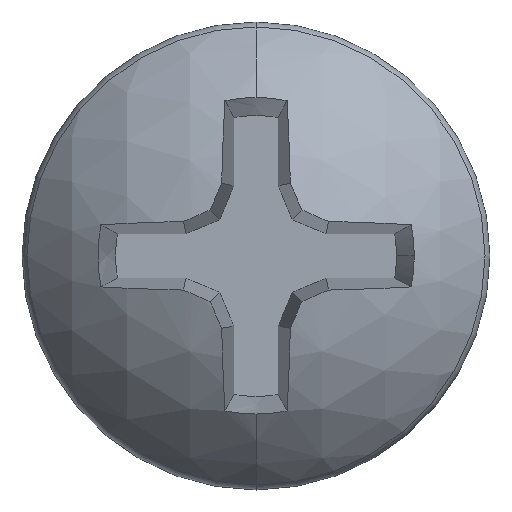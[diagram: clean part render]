
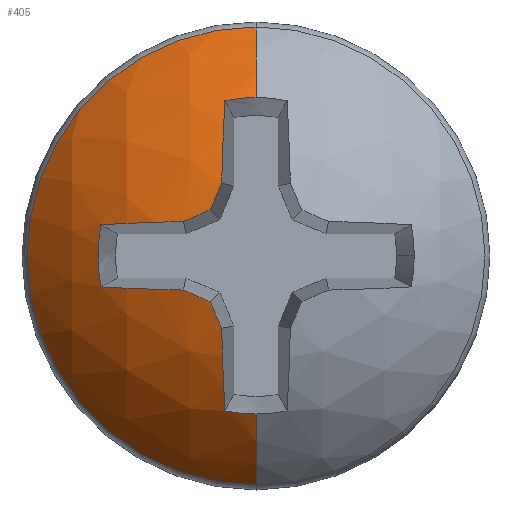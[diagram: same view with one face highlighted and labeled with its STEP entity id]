
A CAD part, top view. The second image highlights one B-rep face of the part: STEP entity #405.
In plain terms, the highlighted spherical face has radius 2.102 mm.
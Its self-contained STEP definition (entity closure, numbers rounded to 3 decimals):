
#4 = EDGE_CURVE ( 'NONE', #1918, #1412, #338, .T. ) ;
#5 = ORIENTED_EDGE ( 'NONE', *, *, #1682, .T. ) ;
#21 = VERTEX_POINT ( 'NONE', #1176 ) ;
#47 = CARTESIAN_POINT ( 'NONE',  ( 0., 0.08, 1.291 ) ) ;
#60 = AXIS2_PLACEMENT_3D ( 'NONE', #950, #3020, #701 ) ;
#78 = AXIS2_PLACEMENT_3D ( 'NONE', #47, #1045, #2542 ) ;
#110 = AXIS2_PLACEMENT_3D ( 'NONE', #858, #1108, #1381 ) ;
#185 = ORIENTED_EDGE ( 'NONE', *, *, #1242, .F. ) ;
#210 = EDGE_CURVE ( 'NONE', #623, #1400, #2335, .T. ) ;
#242 = DIRECTION ( 'NONE',  ( 0.92, -0.381, 0.087 ) ) ;
#249 = CIRCLE ( 'NONE', #1605, 1.183 ) ;
#284 = CARTESIAN_POINT ( 'NONE',  ( 0., 1.183, 3.035 ) ) ;
#338 = CIRCLE ( 'NONE', #1386, 2.1 ) ;
#365 = DIRECTION ( 'NONE',  ( 0.924, 0.383, 0. ) ) ;
#405 = ADVANCED_FACE ( 'NONE', ( #3146 ), #1908, .T. ) ;
#469 = AXIS2_PLACEMENT_3D ( 'NONE', #2307, #3166, #1640 ) ;
#481 = DIRECTION ( 'NONE',  ( 1., 0., 0. ) ) ;
#488 = CARTESIAN_POINT ( 'NONE',  ( 0., 0., 2.516 ) ) ;
#532 = CARTESIAN_POINT ( 'NONE',  ( -0.246, 0.102, 1.275 ) ) ;
#540 = EDGE_CURVE ( 'NONE', #2658, #623, #249, .T. ) ;
#623 = VERTEX_POINT ( 'NONE', #2137 ) ;
#625 = CIRCLE ( 'NONE', #1616, 2.084 ) ;
#629 = DIRECTION ( 'NONE',  ( 0., 0.996, 0.087 ) ) ;
#690 = DIRECTION ( 'NONE',  ( 0., 0., -1. ) ) ;
#695 = CIRCLE ( 'NONE', #2271, 2.1 ) ;
#701 = DIRECTION ( 'NONE',  ( -1., 0., 0. ) ) ;
#702 = ORIENTED_EDGE ( 'NONE', *, *, #845, .F. ) ;
#818 = DIRECTION ( 'NONE',  ( 0.383, 0.924, 0. ) ) ;
#839 = VERTEX_POINT ( 'NONE', #2952 ) ;
#842 = DIRECTION ( 'NONE',  ( 0.087, 0., -0.996 ) ) ;
#845 = EDGE_CURVE ( 'NONE', #1400, #3041, #1293, .T. ) ;
#858 = CARTESIAN_POINT ( 'NONE',  ( -0.246, -0.102, 1.275 ) ) ;
#942 = DIRECTION ( 'NONE',  ( 0.381, -0.92, 0.087 ) ) ;
#950 = CARTESIAN_POINT ( 'NONE',  ( 0., 0., 3.035 ) ) ;
#953 = CARTESIAN_POINT ( 'NONE',  ( -0.232, -1.16, 3.035 ) ) ;
#972 = ORIENTED_EDGE ( 'NONE', *, *, #1560, .F. ) ;
#1037 = CARTESIAN_POINT ( 'NONE',  ( -0.08, 0., 1.291 ) ) ;
#1045 = DIRECTION ( 'NONE',  ( 0., -0.996, 0.087 ) ) ;
#1108 = DIRECTION ( 'NONE',  ( 0.92, 0.381, 0.087 ) ) ;
#1163 = CARTESIAN_POINT ( 'NONE',  ( -0.102, -0.246, 1.275 ) ) ;
#1176 = CARTESIAN_POINT ( 'NONE',  ( -1.16, 0.232, 3.035 ) ) ;
#1183 = AXIS2_PLACEMENT_3D ( 'NONE', #1493, #481, #1477 ) ;
#1242 = EDGE_CURVE ( 'NONE', #1476, #2586, #1946, .T. ) ;
#1293 = CIRCLE ( 'NONE', #1508, 1.713 ) ;
#1299 = CARTESIAN_POINT ( 'NONE',  ( -0.257, 0.543, 3.312 ) ) ;
#1326 = DIRECTION ( 'NONE',  ( 0., 0., 1. ) ) ;
#1336 = CARTESIAN_POINT ( 'NONE',  ( -0.543, 0.257, 3.312 ) ) ;
#1350 = ORIENTED_EDGE ( 'NONE', *, *, #4, .F. ) ;
#1358 = AXIS2_PLACEMENT_3D ( 'NONE', #2516, #1475, #3233 ) ;
#1364 = AXIS2_PLACEMENT_3D ( 'NONE', #1163, #1663, #2673 ) ;
#1371 = CARTESIAN_POINT ( 'NONE',  ( 0., 1.713, 2.516 ) ) ;
#1381 = DIRECTION ( 'NONE',  ( -0.383, 0.924, 0. ) ) ;
#1386 = AXIS2_PLACEMENT_3D ( 'NONE', #1875, #629, #3202 ) ;
#1393 = CARTESIAN_POINT ( 'NONE',  ( -0.232, 1.16, 3.035 ) ) ;
#1398 = DIRECTION ( 'NONE',  ( 0.087, 0., -0.996 ) ) ;
#1400 = VERTEX_POINT ( 'NONE', #2536 ) ;
#1412 = VERTEX_POINT ( 'NONE', #2076 ) ;
#1414 = DIRECTION ( 'NONE',  ( 0.996, 0., 0.087 ) ) ;
#1440 = EDGE_CURVE ( 'NONE', #2586, #2480, #695, .T. ) ;
#1475 = DIRECTION ( 'NONE',  ( -1., 0., 0. ) ) ;
#1476 = VERTEX_POINT ( 'NONE', #284 ) ;
#1477 = DIRECTION ( 'NONE',  ( 0., 1., 0. ) ) ;
#1493 = CARTESIAN_POINT ( 'NONE',  ( 0., 0., 1.298 ) ) ;
#1508 = AXIS2_PLACEMENT_3D ( 'NONE', #488, #690, #1972 ) ;
#1519 = CIRCLE ( 'NONE', #110, 2.084 ) ;
#1532 = ORIENTED_EDGE ( 'NONE', *, *, #3227, .F. ) ;
#1542 = EDGE_CURVE ( 'NONE', #21, #1918, #2890, .T. ) ;
#1560 = EDGE_CURVE ( 'NONE', #839, #2658, #3052, .T. ) ;
#1563 = EDGE_CURVE ( 'NONE', #1751, #2358, #625, .T. ) ;
#1588 = DIRECTION ( 'NONE',  ( 0.996, 0., 0.087 ) ) ;
#1605 = AXIS2_PLACEMENT_3D ( 'NONE', #2069, #1326, #2085 ) ;
#1616 = AXIS2_PLACEMENT_3D ( 'NONE', #1622, #942, #365 ) ;
#1622 = CARTESIAN_POINT ( 'NONE',  ( -0.102, 0.246, 1.275 ) ) ;
#1640 = DIRECTION ( 'NONE',  ( -1., 0., 0. ) ) ;
#1663 = DIRECTION ( 'NONE',  ( 0.381, 0.92, 0.087 ) ) ;
#1682 = EDGE_CURVE ( 'NONE', #1476, #3041, #2786, .T. ) ;
#1737 = ORIENTED_EDGE ( 'NONE', *, *, #1542, .F. ) ;
#1751 = VERTEX_POINT ( 'NONE', #3016 ) ;
#1759 = EDGE_LOOP ( 'NONE', ( #3004, #1838, #972, #1532, #1985, #1350, #1737, #1776, #2441, #2743, #3200, #185, #5, #702 ) ) ;
#1776 = ORIENTED_EDGE ( 'NONE', *, *, #2861, .F. ) ;
#1837 = CARTESIAN_POINT ( 'NONE',  ( -1.16, -0.232, 3.035 ) ) ;
#1838 = ORIENTED_EDGE ( 'NONE', *, *, #540, .F. ) ;
#1875 = CARTESIAN_POINT ( 'NONE',  ( 0., -0.08, 1.291 ) ) ;
#1908 = SPHERICAL_SURFACE ( 'NONE', #2992, 2.102 ) ;
#1918 = VERTEX_POINT ( 'NONE', #1837 ) ;
#1946 = CIRCLE ( 'NONE', #60, 1.183 ) ;
#1972 = DIRECTION ( 'NONE',  ( 0., 1., 0. ) ) ;
#1985 = ORIENTED_EDGE ( 'NONE', *, *, #3184, .F. ) ;
#2069 = CARTESIAN_POINT ( 'NONE',  ( 0., 0., 3.035 ) ) ;
#2076 = CARTESIAN_POINT ( 'NONE',  ( -0.543, -0.257, 3.312 ) ) ;
#2085 = DIRECTION ( 'NONE',  ( -1., 0., 0. ) ) ;
#2137 = CARTESIAN_POINT ( 'NONE',  ( 0., -1.183, 3.035 ) ) ;
#2228 = CIRCLE ( 'NONE', #2439, 2.084 ) ;
#2271 = AXIS2_PLACEMENT_3D ( 'NONE', #1037, #1588, #842 ) ;
#2307 = CARTESIAN_POINT ( 'NONE',  ( 0., 0., 3.035 ) ) ;
#2335 = CIRCLE ( 'NONE', #1183, 2.102 ) ;
#2358 = VERTEX_POINT ( 'NONE', #1336 ) ;
#2421 = CARTESIAN_POINT ( 'NONE',  ( -0.08, 0., 1.291 ) ) ;
#2426 = CARTESIAN_POINT ( 'NONE',  ( -0.343, -0.343, 3.343 ) ) ;
#2439 = AXIS2_PLACEMENT_3D ( 'NONE', #532, #242, #818 ) ;
#2441 = ORIENTED_EDGE ( 'NONE', *, *, #1563, .F. ) ;
#2469 = AXIS2_PLACEMENT_3D ( 'NONE', #2421, #1414, #1398 ) ;
#2480 = VERTEX_POINT ( 'NONE', #1299 ) ;
#2491 = CIRCLE ( 'NONE', #78, 2.1 ) ;
#2516 = CARTESIAN_POINT ( 'NONE',  ( 0., 0., 1.298 ) ) ;
#2536 = CARTESIAN_POINT ( 'NONE',  ( 0., -1.713, 2.516 ) ) ;
#2542 = DIRECTION ( 'NONE',  ( 0., -0.087, -0.996 ) ) ;
#2586 = VERTEX_POINT ( 'NONE', #1393 ) ;
#2649 = DIRECTION ( 'NONE',  ( 0., 1., 0. ) ) ;
#2658 = VERTEX_POINT ( 'NONE', #953 ) ;
#2673 = DIRECTION ( 'NONE',  ( -0.924, 0.383, 0. ) ) ;
#2736 = CIRCLE ( 'NONE', #1364, 2.084 ) ;
#2743 = ORIENTED_EDGE ( 'NONE', *, *, #2857, .F. ) ;
#2786 = CIRCLE ( 'NONE', #1358, 2.102 ) ;
#2857 = EDGE_CURVE ( 'NONE', #2480, #1751, #2228, .T. ) ;
#2861 = EDGE_CURVE ( 'NONE', #2358, #21, #2491, .T. ) ;
#2890 = CIRCLE ( 'NONE', #469, 1.183 ) ;
#2904 = DIRECTION ( 'NONE',  ( 1., 0., 0. ) ) ;
#2920 = CARTESIAN_POINT ( 'NONE',  ( 0., 0., 1.298 ) ) ;
#2952 = CARTESIAN_POINT ( 'NONE',  ( -0.257, -0.543, 3.312 ) ) ;
#2992 = AXIS2_PLACEMENT_3D ( 'NONE', #2920, #2904, #2649 ) ;
#3004 = ORIENTED_EDGE ( 'NONE', *, *, #210, .F. ) ;
#3016 = CARTESIAN_POINT ( 'NONE',  ( -0.343, 0.343, 3.343 ) ) ;
#3020 = DIRECTION ( 'NONE',  ( 0., 0., 1. ) ) ;
#3041 = VERTEX_POINT ( 'NONE', #1371 ) ;
#3052 = CIRCLE ( 'NONE', #2469, 2.1 ) ;
#3077 = VERTEX_POINT ( 'NONE', #2426 ) ;
#3146 = FACE_OUTER_BOUND ( 'NONE', #1759, .T. ) ;
#3166 = DIRECTION ( 'NONE',  ( 0., 0., 1. ) ) ;
#3184 = EDGE_CURVE ( 'NONE', #1412, #3077, #2736, .T. ) ;
#3200 = ORIENTED_EDGE ( 'NONE', *, *, #1440, .F. ) ;
#3202 = DIRECTION ( 'NONE',  ( 0., -0.087, 0.996 ) ) ;
#3227 = EDGE_CURVE ( 'NONE', #3077, #839, #1519, .T. ) ;
#3233 = DIRECTION ( 'NONE',  ( 0., 0., 1. ) ) ;
